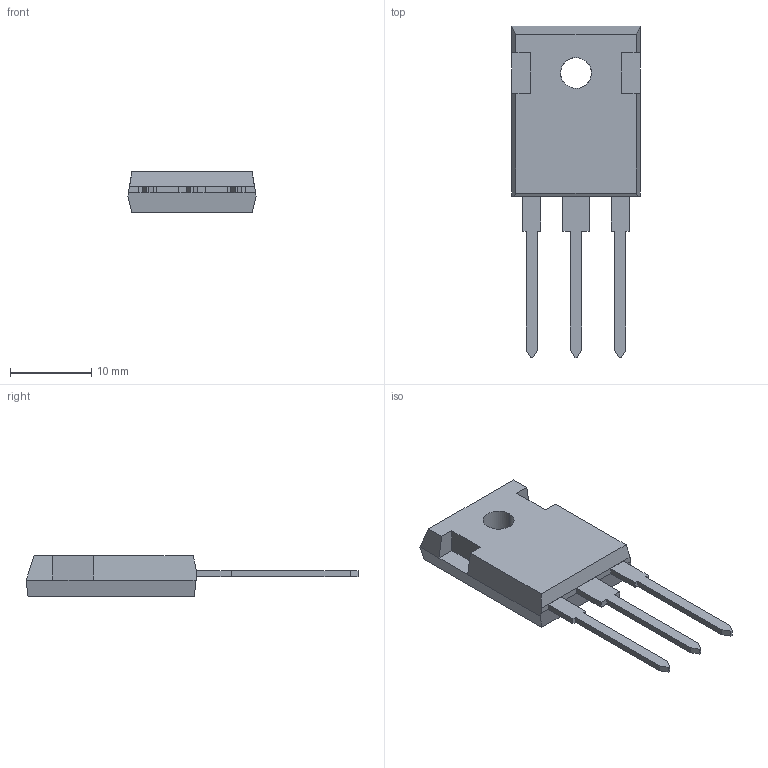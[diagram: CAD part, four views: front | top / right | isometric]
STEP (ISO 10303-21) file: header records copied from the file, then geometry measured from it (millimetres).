
FILE_DESCRIPTION (( 'STEP AP214' ), '1' );
FILE_NAME ('IGBT TO-247.STEP', '2021-07-26T18:58:53', ( '' ), ( '' ), 'SwSTEP 2.0', 'SolidWorks 2021', '' );
FILE_SCHEMA (( 'AUTOMOTIVE_DESIGN' ));
Length unit declared in the file: millimetre
Products named in the file (1): IGBT TO-247
Bounding box: 15.8 x 40.92 x 5 mm (x, y, z)
Volume: 1524.8 mm3; surface area: 1315.4 mm2
Topology: 4 solids, 4 shells, 59 faces, 147 edges, 96 vertices
Faces by surface type: bspline 59
Entity records: 1665 total; most frequent: CARTESIAN_POINT 667, ORIENTED_EDGE 294, EDGE_CURVE 147, B_SPLINE_CURVE_WITH_KNOTS 143, VERTEX_POINT 96, EDGE_LOOP 61, FACE_OUTER_BOUND 59, ADVANCED_FACE 59
